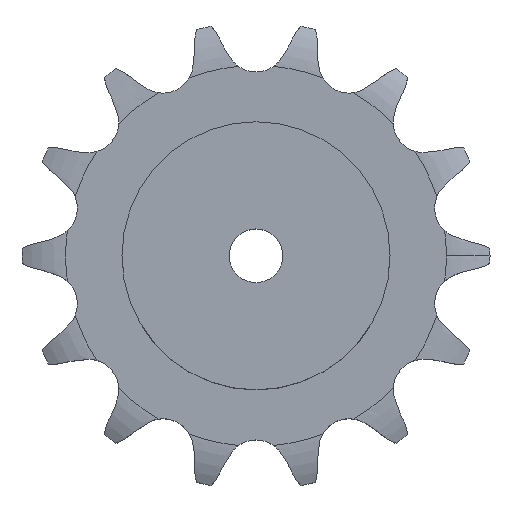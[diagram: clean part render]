
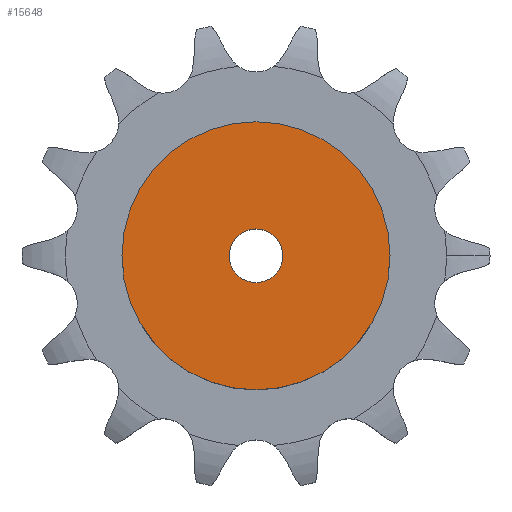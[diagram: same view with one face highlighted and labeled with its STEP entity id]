
A CAD part, top view. The second image highlights one B-rep face of the part: STEP entity #15648.
In plain terms, the highlighted planar face has unit normal (0, 0, 1).
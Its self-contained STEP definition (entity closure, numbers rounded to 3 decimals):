
#2343 = CYLINDRICAL_SURFACE('',#2344,62.5);
#2344 = AXIS2_PLACEMENT_3D('',#2345,#2346,#2347);
#2345 = CARTESIAN_POINT('',(0.,0.,0.));
#2346 = DIRECTION('',(-0.,-0.,-1.));
#2347 = DIRECTION('',(1.,0.,0.));
#10081 = VERTEX_POINT('',#10082);
#10082 = CARTESIAN_POINT('',(62.5,0.,70.));
#10103 = EDGE_CURVE('',#10081,#10081,#10104,.T.);
#10104 = SURFACE_CURVE('',#10105,(#10110,#10117),.PCURVE_S1.);
#10105 = CIRCLE('',#10106,62.5);
#10106 = AXIS2_PLACEMENT_3D('',#10107,#10108,#10109);
#10107 = CARTESIAN_POINT('',(0.,0.,70.));
#10108 = DIRECTION('',(0.,0.,1.));
#10109 = DIRECTION('',(1.,0.,0.));
#10110 = PCURVE('',#2343,#10111);
#10111 = DEFINITIONAL_REPRESENTATION('',(#10112),#10116);
#10112 = LINE('',#10113,#10114);
#10113 = CARTESIAN_POINT('',(-0.,-70.));
#10114 = VECTOR('',#10115,1.);
#10115 = DIRECTION('',(-1.,0.));
#10116 = ( GEOMETRIC_REPRESENTATION_CONTEXT(2) 
PARAMETRIC_REPRESENTATION_CONTEXT() REPRESENTATION_CONTEXT('2D SPACE',''
  ) );
#10117 = PCURVE('',#10118,#10123);
#10118 = PLANE('',#10119);
#10119 = AXIS2_PLACEMENT_3D('',#10120,#10121,#10122);
#10120 = CARTESIAN_POINT('',(0.,0.,70.)
  );
#10121 = DIRECTION('',(0.,0.,1.));
#10122 = DIRECTION('',(1.,0.,0.));
#10123 = DEFINITIONAL_REPRESENTATION('',(#10124),#10128);
#10124 = CIRCLE('',#10125,62.5);
#10125 = AXIS2_PLACEMENT_2D('',#10126,#10127);
#10126 = CARTESIAN_POINT('',(0.,0.));
#10127 = DIRECTION('',(1.,0.));
#10128 = ( GEOMETRIC_REPRESENTATION_CONTEXT(2) 
PARAMETRIC_REPRESENTATION_CONTEXT() REPRESENTATION_CONTEXT('2D SPACE',''
  ) );
#13413 = CYLINDRICAL_SURFACE('',#13414,12.5);
#13414 = AXIS2_PLACEMENT_3D('',#13415,#13416,#13417);
#13415 = CARTESIAN_POINT('',(0.,0.,351.658));
#13416 = DIRECTION('',(0.,0.,1.));
#13417 = DIRECTION('',(1.,0.,0.));
#15648 = ADVANCED_FACE('',(#15649,#15652),#10118,.T.);
#15649 = FACE_BOUND('',#15650,.T.);
#15650 = EDGE_LOOP('',(#15651));
#15651 = ORIENTED_EDGE('',*,*,#10103,.T.);
#15652 = FACE_BOUND('',#15653,.T.);
#15653 = EDGE_LOOP('',(#15654));
#15654 = ORIENTED_EDGE('',*,*,#15655,.F.);
#15655 = EDGE_CURVE('',#15656,#15656,#15658,.T.);
#15656 = VERTEX_POINT('',#15657);
#15657 = CARTESIAN_POINT('',(12.5,0.,70.));
#15658 = SURFACE_CURVE('',#15659,(#15664,#15671),.PCURVE_S1.);
#15659 = CIRCLE('',#15660,12.5);
#15660 = AXIS2_PLACEMENT_3D('',#15661,#15662,#15663);
#15661 = CARTESIAN_POINT('',(0.,0.,70.));
#15662 = DIRECTION('',(0.,0.,1.));
#15663 = DIRECTION('',(1.,0.,0.));
#15664 = PCURVE('',#10118,#15665);
#15665 = DEFINITIONAL_REPRESENTATION('',(#15666),#15670);
#15666 = CIRCLE('',#15667,12.5);
#15667 = AXIS2_PLACEMENT_2D('',#15668,#15669);
#15668 = CARTESIAN_POINT('',(0.,0.));
#15669 = DIRECTION('',(1.,0.));
#15670 = ( GEOMETRIC_REPRESENTATION_CONTEXT(2) 
PARAMETRIC_REPRESENTATION_CONTEXT() REPRESENTATION_CONTEXT('2D SPACE',''
  ) );
#15671 = PCURVE('',#13413,#15672);
#15672 = DEFINITIONAL_REPRESENTATION('',(#15673),#15677);
#15673 = LINE('',#15674,#15675);
#15674 = CARTESIAN_POINT('',(0.,-281.658));
#15675 = VECTOR('',#15676,1.);
#15676 = DIRECTION('',(1.,0.));
#15677 = ( GEOMETRIC_REPRESENTATION_CONTEXT(2) 
PARAMETRIC_REPRESENTATION_CONTEXT() REPRESENTATION_CONTEXT('2D SPACE',''
  ) );
